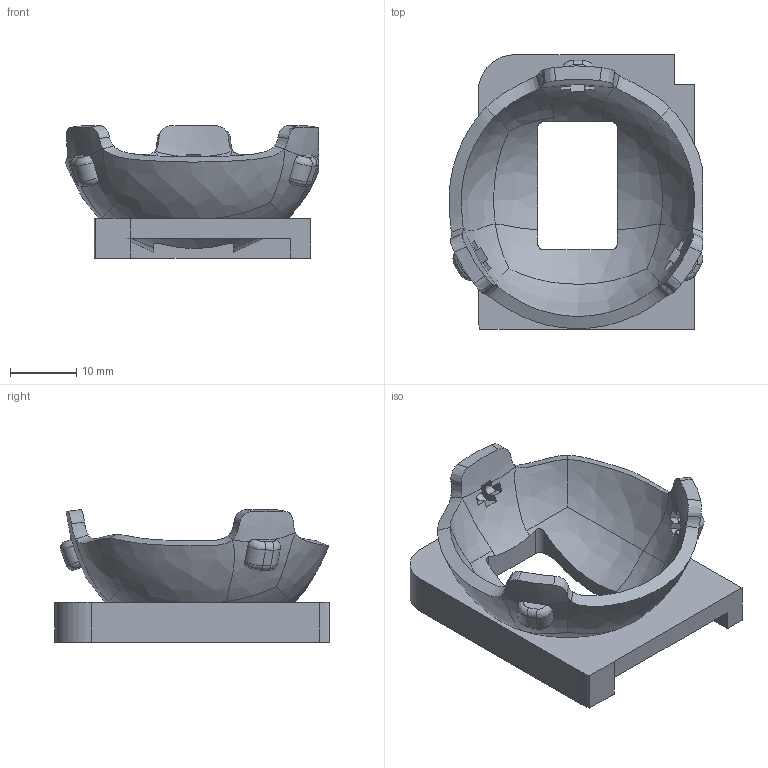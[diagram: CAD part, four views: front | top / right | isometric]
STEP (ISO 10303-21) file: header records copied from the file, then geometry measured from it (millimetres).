
FILE_DESCRIPTION(/* description */ ('KiCad electronic assembly'),/* implementation_level */ '2;1');
FILE_NAME(/* name */ '',/* time_stamp */ '2025-11-19T18:49:50+09:00',/* author */ (''),/* organization */ (''),/* preprocessor_version */ 'ST-DEVELOPER v20.1',/* originating_system */ 'Autodesk Translation Framework v14.21.0.0',/* authorisation */ '');
FILE_SCHEMA (('AUTOMOTIVE_DESIGN { 1 0 10303 214 3 1 1 }'));
Length unit declared in the file: millimetre
Products named in the file (1): pinkeybd_R 1
Bounding box: 38.28 x 41.4 x 19.99 mm (x, y, z)
Volume: 6765.8 mm3; surface area: 6307.4 mm2
Topology: 1 solids, 1 shells, 192 faces, 524 edges, 338 vertices
Faces by surface type: plane 74, bspline 72, cylinder 46
Full cylindrical faces by diameter (mm): 3.2 x4
Entity records: 12707 total; most frequent: CARTESIAN_POINT 8538, ORIENTED_EDGE 1048, DIRECTION 574, EDGE_CURVE 524, VERTEX_POINT 338, B_SPLINE_CURVE_WITH_KNOTS 278, AXIS2_PLACEMENT_3D 207, EDGE_LOOP 198
